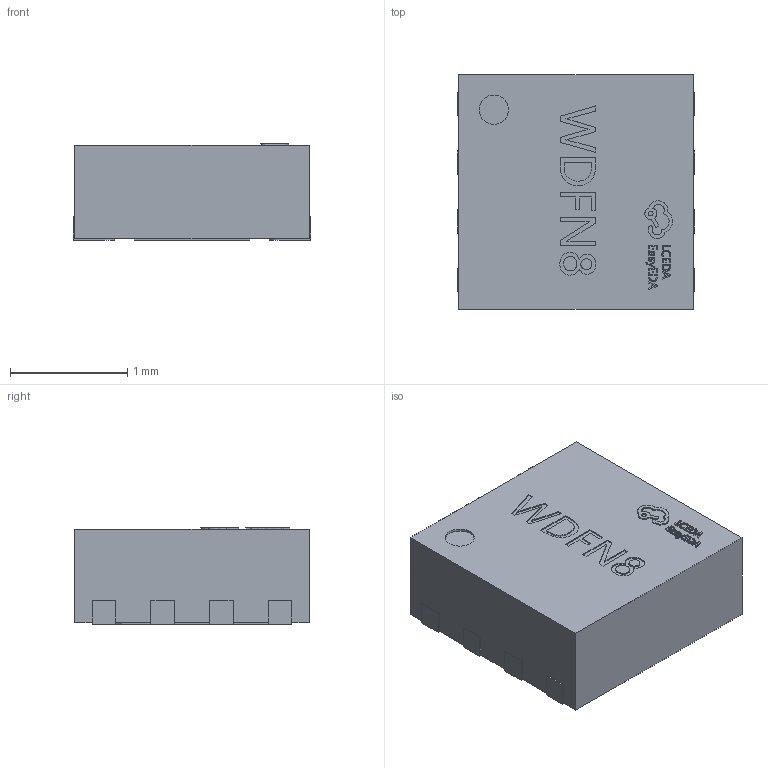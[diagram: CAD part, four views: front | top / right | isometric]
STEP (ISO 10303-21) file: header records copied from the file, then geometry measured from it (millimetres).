
FILE_DESCRIPTION (( 'STEP AP214' ), '1' );
FILE_NAME ('WDFN-8_L2.0-W2.0-H0.8-P0.50.step', '2022-06-30T14:10:01', ( '' ), ( '' ), 'SwSTEP 2.0', 'SolidWorks 2020', '' );
FILE_SCHEMA (( 'AUTOMOTIVE_DESIGN' ));
Length unit declared in the file: millimetre
Products named in the file (1): WDFN-8_L2.0-W2.0-H0.8-P0.50
Bounding box: 2.02 x 2 x 0.82 mm (x, y, z)
Volume: 3.2 mm3; surface area: 14.8 mm2
Topology: 1 solids, 1 shells, 430 faces, 1176 edges, 784 vertices
Faces by surface type: plane 274, bspline 142, cylinder 14
Entity records: 20200 total; most frequent: CARTESIAN_POINT 6141, ORIENTED_EDGE 2352, DIRECTION 1494, EDGE_CURVE 1176, VECTOR 860, LINE 860, VERTEX_POINT 784, EDGE_LOOP 466
